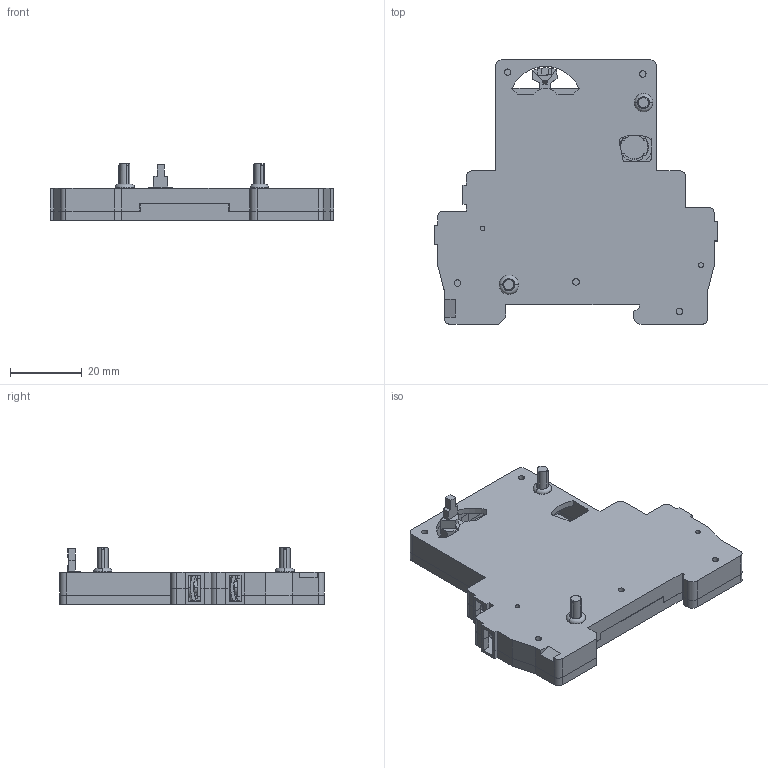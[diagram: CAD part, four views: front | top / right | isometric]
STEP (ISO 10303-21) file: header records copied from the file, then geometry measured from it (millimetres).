
FILE_DESCRIPTION((''),'2;1');
FILE_NAME('6ZTD_249_110_ASM','2024-04-16T09:07:39',('hubj'),(''),'CREO PARAMETRIC BY PTC INC, 2020044','CREO PARAMETRIC BY PTC INC, 2020044','');
FILE_SCHEMA(('CONFIG_CONTROL_DESIGN','SHAPE_APPEARANCE_LAYERS_GROUPS'));
Products named in the file (1): 6ZTD_249_110_ASM
Bounding box: 79 x 73.7 x 15.85 mm (x, y, z)
Surface area: 28549.8 mm2 (no closed solid volume)
Topology: 0 solids, 18 shells, 1526 faces, 4019 edges, 2587 vertices
Faces by surface type: plane 926, cylinder 386, cone 76, torus 58, bspline 30, extrusion 28, sphere 22
Entity records: 71375 total; most frequent: CARTESIAN_POINT 10367, ORIENTED_EDGE 7970, DIRECTION 7822, PRESENTATION_STYLE_ASSIGNMENT 5526, STYLED_ITEM 4029, CURVE_STYLE 4011, EDGE_CURVE 3985, VECTOR 2682
